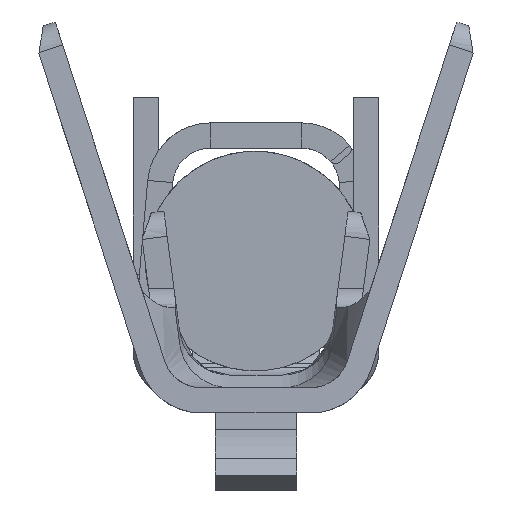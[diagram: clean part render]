
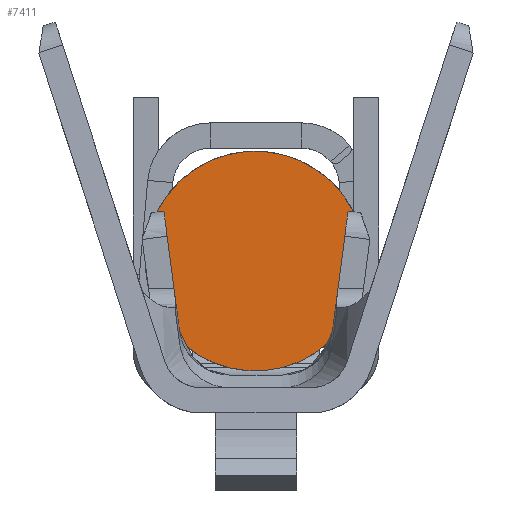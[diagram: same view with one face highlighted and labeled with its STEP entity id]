
A CAD part, left-side view. The second image highlights one B-rep face of the part: STEP entity #7411.
In plain terms, the highlighted planar face has unit normal (-1, 0, 0).
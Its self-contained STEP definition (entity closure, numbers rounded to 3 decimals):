
#3677=CARTESIAN_POINT('',(-2.632,0.579,0.447));
#3678=VERTEX_POINT('',#3677);
#3685=CARTESIAN_POINT('',(-2.632,0.606,0.548));
#3686=VERTEX_POINT('',#3685);
#3687=CARTESIAN_POINT('',(-2.632,0.606,0.548));
#3688=CARTESIAN_POINT('',(-2.632,0.599,0.496));
#3689=CARTESIAN_POINT('',(-2.632,0.579,0.447));
#3690=B_SPLINE_CURVE_WITH_KNOTS('',2,(#3687,#3688,#3689),.UNSPECIFIED.,.F.,.U.,(3,3),(0.01,0.187),.UNSPECIFIED.);
#3691=EDGE_CURVE('',#3686,#3678,#3690,.T.);
#3743=CARTESIAN_POINT('',(-2.632,0.731,1.5));
#3744=VERTEX_POINT('',#3743);
#3745=CARTESIAN_POINT('',(-2.632,0.731,1.5));
#3746=DIRECTION('',(0.,-0.13,-0.992));
#3747=VECTOR('',#3746,0.96);
#3748=LINE('',#3745,#3747);
#3749=EDGE_CURVE('',#3744,#3686,#3748,.T.);
#3766=CARTESIAN_POINT('',(-2.632,0.787,1.493));
#3767=VERTEX_POINT('',#3766);
#3768=CARTESIAN_POINT('',(-2.632,0.787,1.493));
#3769=DIRECTION('',(0.,-0.992,0.13));
#3770=VECTOR('',#3769,0.056);
#3771=LINE('',#3768,#3770);
#3772=EDGE_CURVE('',#3767,#3744,#3771,.T.);
#4103=CARTESIAN_POINT('',(-2.632,-0.773,1.494));
#4104=VERTEX_POINT('',#4103);
#4111=CARTESIAN_POINT('',(-2.632,-0.731,1.5));
#4112=VERTEX_POINT('',#4111);
#4113=CARTESIAN_POINT('',(-2.632,-0.731,1.5));
#4114=DIRECTION('',(0.,-0.992,-0.13));
#4115=VECTOR('',#4114,0.043);
#4116=LINE('',#4113,#4115);
#4117=EDGE_CURVE('',#4112,#4104,#4116,.T.);
#4142=CARTESIAN_POINT('',(-2.632,-0.606,0.548));
#4143=VERTEX_POINT('',#4142);
#4144=CARTESIAN_POINT('',(-2.632,-0.606,0.548));
#4145=DIRECTION('',(0.,-0.13,0.992));
#4146=VECTOR('',#4145,0.96);
#4147=LINE('',#4144,#4146);
#4148=EDGE_CURVE('',#4143,#4112,#4147,.T.);
#4212=CARTESIAN_POINT('',(-2.632,-0.586,0.465));
#4213=VERTEX_POINT('',#4212);
#4214=CARTESIAN_POINT('',(-2.632,-0.586,0.465));
#4215=CARTESIAN_POINT('',(-2.632,-0.6,0.505));
#4216=CARTESIAN_POINT('',(-2.632,-0.606,0.548));
#4217=B_SPLINE_CURVE_WITH_KNOTS('',2,(#4214,#4215,#4216),.UNSPECIFIED.,.F.,.U.,(3,3),(0.845,0.99),.UNSPECIFIED.);
#4218=EDGE_CURVE('',#4213,#4143,#4217,.T.);
#7329=CARTESIAN_POINT('',(-2.632,0.006,1.104));
#7330=DIRECTION('',(0.,-0.679,-0.734));
#7331=DIRECTION('',(1.,0.,0.));
#7332=AXIS2_PLACEMENT_3D('',#7329,#7331,#7330);
#7333=CIRCLE('',#7332,0.872);
#7334=EDGE_CURVE('',#4213,#3678,#7333,.T.);
#7343=CARTESIAN_POINT('',(-2.632,0.006,1.104));
#7344=DIRECTION('',(0.,0.895,0.446));
#7345=DIRECTION('',(1.,0.,0.));
#7346=AXIS2_PLACEMENT_3D('',#7343,#7345,#7344);
#7347=CIRCLE('',#7346,0.872);
#7348=EDGE_CURVE('',#3767,#4104,#7347,.T.);
#7396=CARTESIAN_POINT('',(-2.632,-0.226,1.125));
#7397=DIRECTION('',(0.,0.996,-0.087));
#7398=DIRECTION('',(1.,-0.,0.));
#7399=AXIS2_PLACEMENT_3D('',#7396,#7398,#7397);
#7400=PLANE('',#7399);
#7401=ORIENTED_EDGE('',*,*,#7348,.T.);
#7402=ORIENTED_EDGE('',*,*,#4117,.F.);
#7403=ORIENTED_EDGE('',*,*,#4148,.F.);
#7404=ORIENTED_EDGE('',*,*,#4218,.F.);
#7405=ORIENTED_EDGE('',*,*,#7334,.T.);
#7406=ORIENTED_EDGE('',*,*,#3691,.F.);
#7407=ORIENTED_EDGE('',*,*,#3749,.F.);
#7408=ORIENTED_EDGE('',*,*,#3772,.F.);
#7409=EDGE_LOOP('',(#7401,#7402,#7403,#7404,#7405,#7406,#7407,#7408));
#7410=FACE_OUTER_BOUND('',#7409,.F.);
#7411=ADVANCED_FACE('',(#7410),#7400,.F.);
